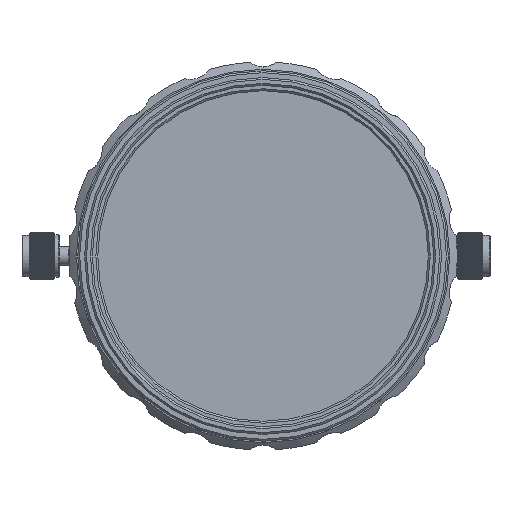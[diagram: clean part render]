
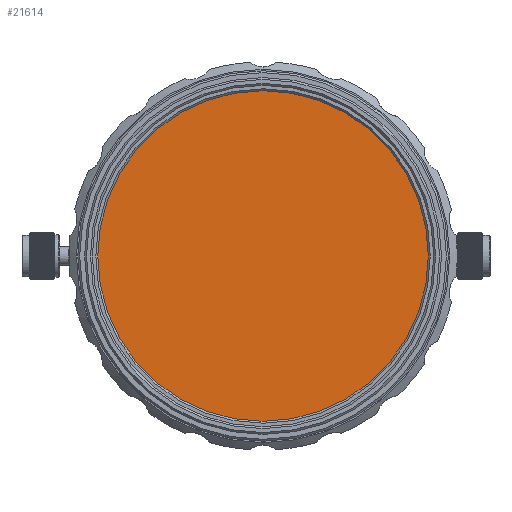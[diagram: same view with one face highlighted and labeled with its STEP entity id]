
A CAD part, left-side view. The second image highlights one B-rep face of the part: STEP entity #21614.
In plain terms, the highlighted planar face has unit normal (-1, 0, 0).
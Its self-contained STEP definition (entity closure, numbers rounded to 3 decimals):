
#2045 = CARTESIAN_POINT ( 'NONE',  ( -24.4, 0., 0. ) ) ;
#8590 = DIRECTION ( 'NONE',  ( 1., 0., 0. ) ) ;
#14692 = CARTESIAN_POINT ( 'NONE',  ( -24.4, 0., 0. ) ) ;
#15113 = DIRECTION ( 'NONE',  ( 0., 0., 1. ) ) ;
#16469 = AXIS2_PLACEMENT_3D ( 'NONE', #56523, #8590, #52105 ) ;
#18496 = PLANE ( 'NONE',  #16469 ) ;
#21614 = ADVANCED_FACE ( 'NONE', ( #21689 ), #18496, .F. ) ;
#21689 = FACE_OUTER_BOUND ( 'NONE', #28002, .T. ) ;
#22735 = CIRCLE ( 'NONE', #47682, 18.1 ) ;
#23445 = CARTESIAN_POINT ( 'NONE',  ( -24.4, 0., -18.1 ) ) ;
#28002 = EDGE_LOOP ( 'NONE', ( #46649, #46873 ) ) ;
#33759 = DIRECTION ( 'NONE',  ( -1., 0., 0. ) ) ;
#34662 = AXIS2_PLACEMENT_3D ( 'NONE', #2045, #60700, #50428 ) ;
#39546 = VERTEX_POINT ( 'NONE', #23445 ) ;
#40750 = CIRCLE ( 'NONE', #34662, 18.1 ) ;
#43916 = CARTESIAN_POINT ( 'NONE',  ( -24.4, 0., 18.1 ) ) ;
#46649 = ORIENTED_EDGE ( 'NONE', *, *, #49042, .T. ) ;
#46873 = ORIENTED_EDGE ( 'NONE', *, *, #53691, .T. ) ;
#47682 = AXIS2_PLACEMENT_3D ( 'NONE', #14692, #33759, #15113 ) ;
#49042 = EDGE_CURVE ( 'NONE', #57020, #39546, #22735, .T. ) ;
#50428 = DIRECTION ( 'NONE',  ( 0., 0., 1. ) ) ;
#52105 = DIRECTION ( 'NONE',  ( 0., 0., -1. ) ) ;
#53691 = EDGE_CURVE ( 'NONE', #39546, #57020, #40750, .T. ) ;
#56523 = CARTESIAN_POINT ( 'NONE',  ( -24.4, 18.1, 0. ) ) ;
#57020 = VERTEX_POINT ( 'NONE', #43916 ) ;
#60700 = DIRECTION ( 'NONE',  ( -1., 0., 0. ) ) ;
